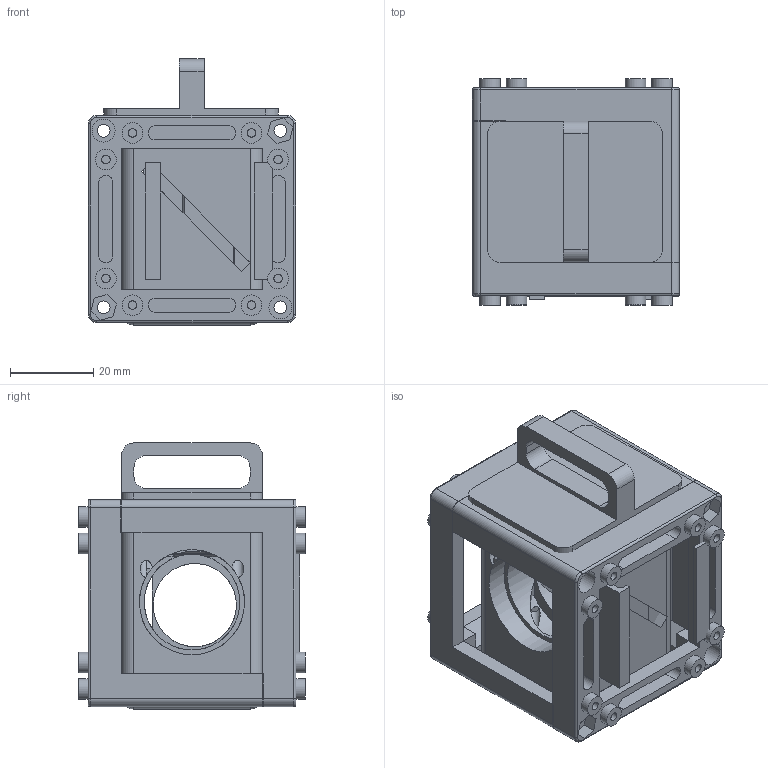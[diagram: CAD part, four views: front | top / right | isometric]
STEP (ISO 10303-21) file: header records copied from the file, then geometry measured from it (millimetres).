
FILE_DESCRIPTION(/* description */ (''),/* implementation_level */ '2;1');
FILE_NAME(/* name */ 'Assembly_Cube_Beamsplitter_new_v3.iam.step',/* time_stamp */ '2022-11-29T09:00:50+01:00',/* author */ ('B'),/* organization */ (''),/* preprocessor_version */ 'ST-DEVELOPER v18.1',/* originating_system */ 'Autodesk Inventor 2022',/* authorisation */ '');
FILE_SCHEMA (('AUTOMOTIVE_DESIGN { 1 0 10303 214 3 1 1 }'));
Length unit declared in the file: millimetre
Products named in the file (4): Assembly_Cube_Beamsplitter_new_v3; 10_Cube_1x1_IM; 30_Cube_Insert_Filter_Revolver_Filter_base_single; 30_Cube_Insert_Filter_Revolver_Filter_base_single_v3
Assembly tree (4 placements, depth 2):
  Assembly_Cube_Beamsplitter_new_v3
    10_Cube_1x1_IM  x2
    30_Cube_Insert_Filter_Revolver_Filter_base_single
    30_Cube_Insert_Filter_Revolver_Filter_base_single_v3
Bounding box: 49.8 x 54.4 x 64 mm (x, y, z)
Volume: 65792.1 mm3; surface area: 39121.7 mm2
Topology: 4 solids, 4 shells, 454 faces, 1203 edges, 794 vertices
Faces by surface type: plane 279, cylinder 163, torus 8, sphere 4
Full cylindrical faces by diameter (mm): 2.05 x16, 2.8 x3, 2.9 x2, 3.1 x8, 3.142 x1, 4.95 x16, 5.5 x4, 20 x1, 22 x1, 25.3 x1, 25.5 x2, 26 x1
Entity records: 10250 total; most frequent: CARTESIAN_POINT 2124, DIRECTION 1686, ORIENTED_EDGE 1666, EDGE_CURVE 833, AXIS2_PLACEMENT_3D 578, VERTEX_POINT 550, LINE 530, VECTOR 530
